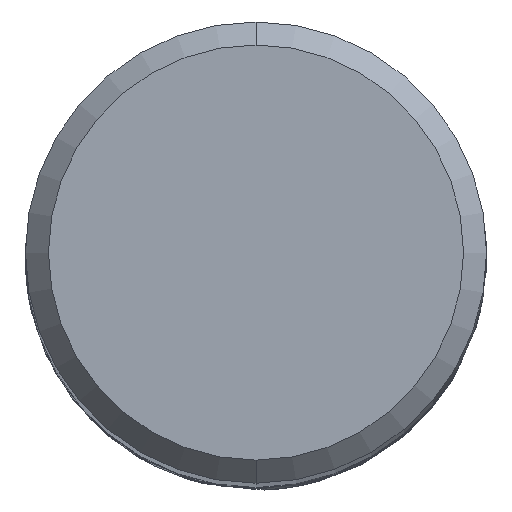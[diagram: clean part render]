
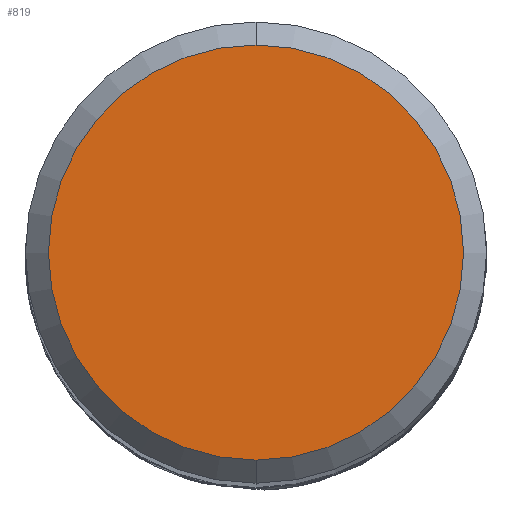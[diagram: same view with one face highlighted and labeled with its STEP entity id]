
A CAD part, top view. The second image highlights one B-rep face of the part: STEP entity #819.
In plain terms, the highlighted planar face has unit normal (0, 0, 1).
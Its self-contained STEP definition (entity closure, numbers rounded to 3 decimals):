
#819=ADVANCED_FACE('',(#2015),#2016,.T.);
#1067=VERTEX_POINT('',#2288);
#1209=VERTEX_POINT('',#2443);
#1563=EDGE_CURVE('',#1067,#1209,#2826,.T.);
#1691=EDGE_CURVE('',#1209,#1067,#2962,.T.);
#2015=FACE_OUTER_BOUND('',#5307,.T.);
#2016=PLANE('',#5308);
#2288=CARTESIAN_POINT('',(0.0,3.6,0.0));
#2443=CARTESIAN_POINT('',(0.,-3.6,0.0));
#2826=CIRCLE('',#14614,3.6);
#2962=CIRCLE('',#16169,3.6);
#5307=EDGE_LOOP('',(#17040,#17041));
#5308=AXIS2_PLACEMENT_3D('',#17042,#17043,#17044);
#14614=AXIS2_PLACEMENT_3D('',#17849,#17850,#17851);
#16169=AXIS2_PLACEMENT_3D('',#17934,#17935,#17936);
#17040=ORIENTED_EDGE('',*,*,#1563,.F.);
#17041=ORIENTED_EDGE('',*,*,#1691,.F.);
#17042=CARTESIAN_POINT('',(0.0,1.8,0.0));
#17043=DIRECTION('',(-0.0,0.0,1.0));
#17044=DIRECTION('',(0.0,-1.0,0.0));
#17849=CARTESIAN_POINT('',(0.0,0.0,0.0));
#17850=DIRECTION('',(0.0,0.0,-1.0));
#17851=DIRECTION('',(0.0,1.0,0.0));
#17934=CARTESIAN_POINT('',(0.0,0.0,0.0));
#17935=DIRECTION('',(0.0,0.0,-1.0));
#17936=DIRECTION('',(0.0,1.0,0.0));
